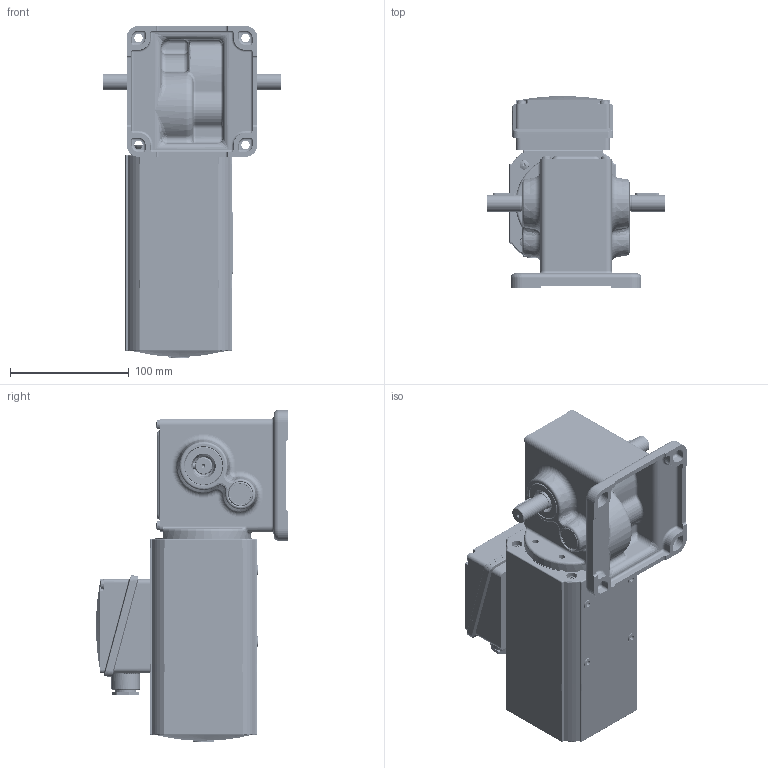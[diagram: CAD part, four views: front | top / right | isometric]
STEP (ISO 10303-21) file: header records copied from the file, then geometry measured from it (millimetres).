
FILE_DESCRIPTION (( 'STEP AP214' ), '1' );
FILE_NAME ('Motor IGKU80-40B mit Getr. Z14.STEP', '2017-12-07T13:26:03', ( 'gfeller' ), ( '' ), 'SwSTEP 2.0', 'SolidWorks 2017', '' );
FILE_SCHEMA (( 'AUTOMOTIVE_DESIGN' ));
Length unit declared in the file: millimetre
Products named in the file (1): Motor IGKU80-40B mit Getr. Z14
Bounding box: 150 x 161.43 x 279.25 mm (x, y, z)
Volume: 777618.2 mm3; surface area: 460758.1 mm2
Topology: 141 solids, 143 shells, 5411 faces, 12629 edges, 7419 vertices
Faces by surface type: cylinder 1861, plane 1731, cone 868, torus 509, sphere 226, bspline 216
Entity records: 225327 total; most frequent: CARTESIAN_POINT 41794, DIRECTION 26952, ORIENTED_EDGE 24690, EDGE_CURVE 12345, AXIS2_PLACEMENT_3D 10837, VERTEX_POINT 7411, EDGE_LOOP 5960, CIRCLE 5641
